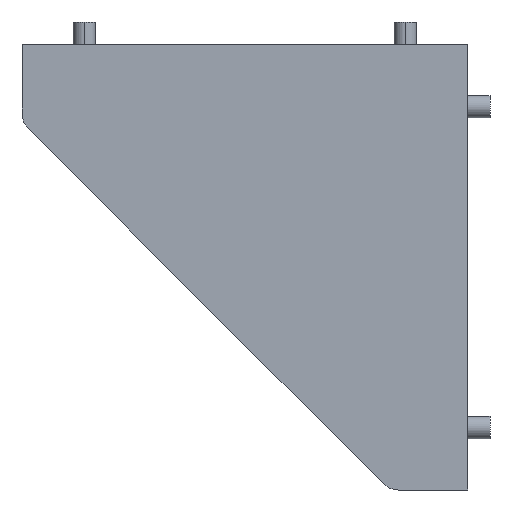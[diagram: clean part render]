
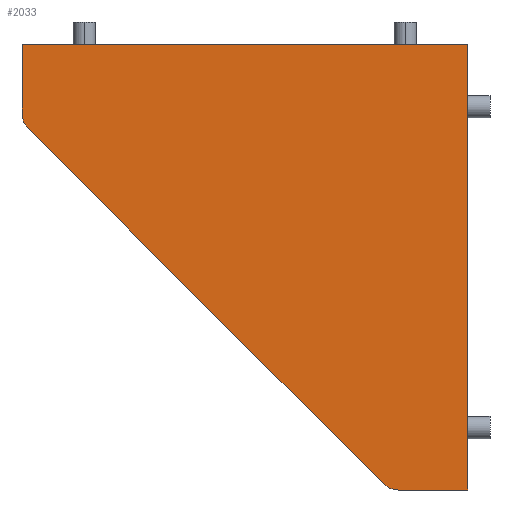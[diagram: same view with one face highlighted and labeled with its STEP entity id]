
A CAD part, left-side view. The second image highlights one B-rep face of the part: STEP entity #2033.
In plain terms, the highlighted planar face has unit normal (-1, 0, 0).
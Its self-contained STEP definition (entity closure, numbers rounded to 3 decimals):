
#95 = VERTEX_POINT ( 'NONE', #147 ) ;
#128 = AXIS2_PLACEMENT_3D ( 'NONE', #1080, #935, #907 ) ;
#143 = LINE ( 'NONE', #926, #1752 ) ;
#147 = CARTESIAN_POINT ( 'NONE',  ( -7.5, 0., -20. ) ) ;
#175 = LINE ( 'NONE', #2396, #832 ) ;
#233 = VERTEX_POINT ( 'NONE', #1998 ) ;
#269 = DIRECTION ( 'NONE',  ( 0., 0., 1. ) ) ;
#280 = CARTESIAN_POINT ( 'NONE',  ( -7.5, 0., -20. ) ) ;
#355 = ORIENTED_EDGE ( 'NONE', *, *, #1082, .F. ) ;
#381 = CARTESIAN_POINT ( 'NONE',  ( -7.5, 20., 0. ) ) ;
#473 = ORIENTED_EDGE ( 'NONE', *, *, #1668, .F. ) ;
#484 = ORIENTED_EDGE ( 'NONE', *, *, #1793, .T. ) ;
#503 = CARTESIAN_POINT ( 'NONE',  ( -7.5, 20., -3.5 ) ) ;
#552 = DIRECTION ( 'NONE',  ( 0., -1., 0. ) ) ;
#593 = DIRECTION ( 'NONE',  ( -1., 0., 0. ) ) ;
#753 = DIRECTION ( 'NONE',  ( 0., 1., 0. ) ) ;
#795 = DIRECTION ( 'NONE',  ( 0., 0., 1. ) ) ;
#832 = VECTOR ( 'NONE', #552, 1000. ) ;
#897 = CARTESIAN_POINT ( 'NONE',  ( -7.5, 20., 0. ) ) ;
#907 = DIRECTION ( 'NONE',  ( 0., 0., 1. ) ) ;
#911 = VECTOR ( 'NONE', #269, 1000. ) ;
#926 = CARTESIAN_POINT ( 'NONE',  ( -7.5, 3.5, -20. ) ) ;
#932 = CARTESIAN_POINT ( 'NONE',  ( -7.5, 20., -3.086 ) ) ;
#935 = DIRECTION ( 'NONE',  ( -1., 0., 0. ) ) ;
#1007 = ORIENTED_EDGE ( 'NONE', *, *, #1046, .F. ) ;
#1046 = EDGE_CURVE ( 'NONE', #233, #95, #2099, .T. ) ;
#1080 = CARTESIAN_POINT ( 'NONE',  ( -7.5, 0., 0. ) ) ;
#1082 = EDGE_CURVE ( 'NONE', #1638, #1441, #2476, .T. ) ;
#1139 = CARTESIAN_POINT ( 'NONE',  ( -7.5, 3.793, -19.707 ) ) ;
#1161 = ORIENTED_EDGE ( 'NONE', *, *, #2481, .T. ) ;
#1192 = CARTESIAN_POINT ( 'NONE',  ( -7.5, 3.086, -20. ) ) ;
#1219 = EDGE_CURVE ( 'NONE', #95, #2413, #143, .T. ) ;
#1263 = CARTESIAN_POINT ( 'NONE',  ( -7.5, 3.086, -19. ) ) ;
#1296 = CARTESIAN_POINT ( 'NONE',  ( -7.5, 19.707, -3.793 ) ) ;
#1311 = DIRECTION ( 'NONE',  ( 0., 0.707, 0.707 ) ) ;
#1324 = FACE_OUTER_BOUND ( 'NONE', #1326, .T. ) ;
#1326 = EDGE_LOOP ( 'NONE', ( #2406, #484, #2307, #1007, #473, #355, #1161 ) ) ;
#1404 = DIRECTION ( 'NONE',  ( 0., 0., 1. ) ) ;
#1441 = VERTEX_POINT ( 'NONE', #381 ) ;
#1606 = AXIS2_PLACEMENT_3D ( 'NONE', #1263, #2233, #795 ) ;
#1638 = VERTEX_POINT ( 'NONE', #932 ) ;
#1668 = EDGE_CURVE ( 'NONE', #1441, #233, #175, .T. ) ;
#1686 = DIRECTION ( 'NONE',  ( 0., 0., -1. ) ) ;
#1710 = PLANE ( 'NONE',  #128 ) ;
#1752 = VECTOR ( 'NONE', #753, 1000. ) ;
#1793 = EDGE_CURVE ( 'NONE', #2034, #2413, #1939, .T. ) ;
#1939 = CIRCLE ( 'NONE', #1606, 1. ) ;
#1994 = CARTESIAN_POINT ( 'NONE',  ( -7.5, 19., -3.086 ) ) ;
#1998 = CARTESIAN_POINT ( 'NONE',  ( -7.5, 0., 0. ) ) ;
#2032 = VECTOR ( 'NONE', #1311, 1000. ) ;
#2033 = ADVANCED_FACE ( 'NONE', ( #1324 ), #1710, .T. ) ;
#2034 = VERTEX_POINT ( 'NONE', #1139 ) ;
#2045 = VERTEX_POINT ( 'NONE', #1296 ) ;
#2096 = EDGE_CURVE ( 'NONE', #2034, #2045, #2540, .T. ) ;
#2099 = LINE ( 'NONE', #280, #2187 ) ;
#2111 = CIRCLE ( 'NONE', #2510, 1. ) ;
#2187 = VECTOR ( 'NONE', #1686, 1000. ) ;
#2233 = DIRECTION ( 'NONE',  ( -1., 0., 0. ) ) ;
#2307 = ORIENTED_EDGE ( 'NONE', *, *, #1219, .F. ) ;
#2396 = CARTESIAN_POINT ( 'NONE',  ( -7.5, 0., 0. ) ) ;
#2406 = ORIENTED_EDGE ( 'NONE', *, *, #2096, .F. ) ;
#2413 = VERTEX_POINT ( 'NONE', #1192 ) ;
#2476 = LINE ( 'NONE', #897, #911 ) ;
#2481 = EDGE_CURVE ( 'NONE', #1638, #2045, #2111, .T. ) ;
#2510 = AXIS2_PLACEMENT_3D ( 'NONE', #1994, #593, #1404 ) ;
#2540 = LINE ( 'NONE', #503, #2032 ) ;
